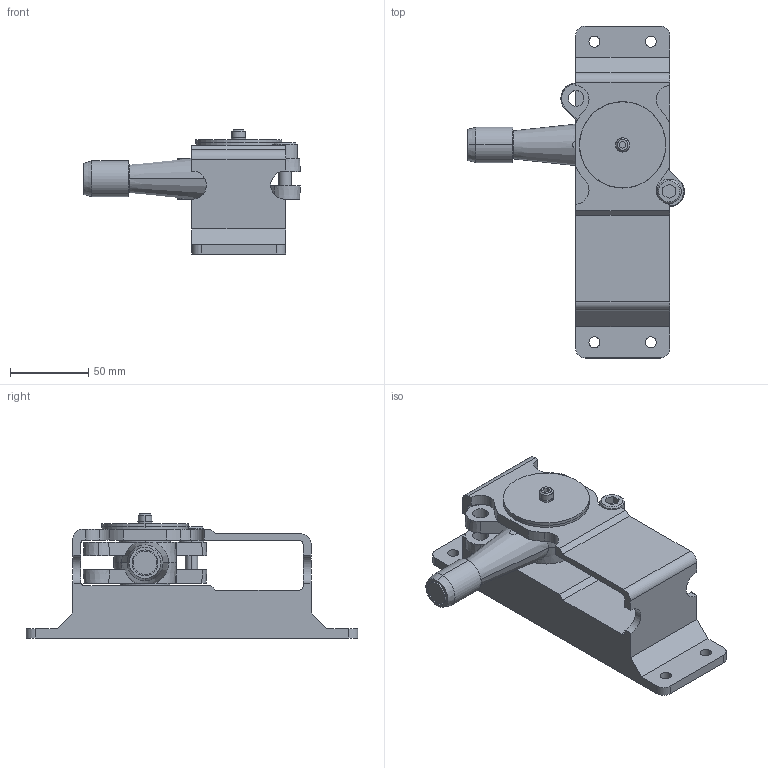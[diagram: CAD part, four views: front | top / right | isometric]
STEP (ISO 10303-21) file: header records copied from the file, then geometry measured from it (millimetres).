
FILE_DESCRIPTION (( 'STEP AP203' ), '1' );
FILE_NAME ('sone3D.STEP', '2013-08-22T10:13:42', ( '' ), ( '' ), 'SwSTEP 2.0', 'SolidWorks 2012', '' );
FILE_SCHEMA (( 'CONFIG_CONTROL_DESIGN' ));
Length unit declared in the file: millimetre
Products named in the file (7): sone3D; FA-1837僕儑僀儞僩儃儖僩_; FA-1837ローラー_; FA-1837-RA押え板_; FA-1837儘乕儔乕儗僶乕__FA-1837儘乕儔乕儗僶乕_; FA-1837僀儞僫乕儀乕僗__FA-1837-W僀儞僫乕儀乕僗_; FA-1837僀儞僫乕幉庴_
Assembly tree (7 placements, depth 2):
  sone3D
    FA-1837僀儞僫乕儀乕僗__FA-1837-W僀儞僫乕儀乕僗_
    FA-1837僀儞僫乕幉庴_  x2
    FA-1837僕儑僀儞僩儃儖僩_
    FA-1837-RA押え板_
    FA-1837儘乕儔乕儗僶乕__FA-1837儘乕儔乕儗僶乕_
    FA-1837ローラー_
Bounding box: 138.45 x 212 x 79.2 mm (x, y, z)
Volume: 262000.3 mm3; surface area: 123542.7 mm2
Topology: 7 solids, 7 shells, 286 faces, 729 edges, 474 vertices
Faces by surface type: cylinder 128, plane 122, cone 30, bspline 6
Entity records: 9467 total; most frequent: CARTESIAN_POINT 1847, DIRECTION 1490, ORIENTED_EDGE 1394, EDGE_CURVE 697, AXIS2_PLACEMENT_3D 557, VERTEX_POINT 458, VECTOR 376, LINE 376
